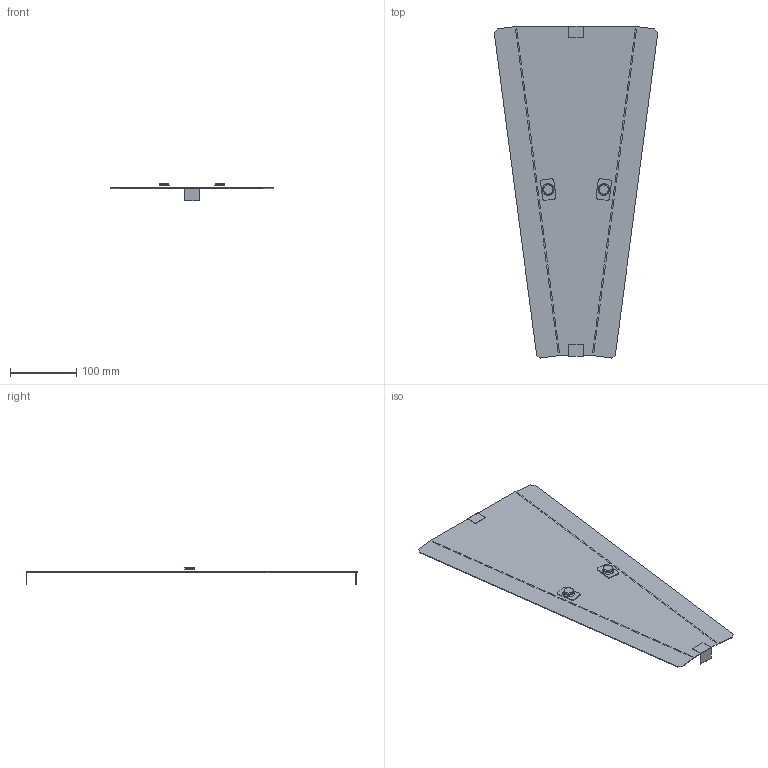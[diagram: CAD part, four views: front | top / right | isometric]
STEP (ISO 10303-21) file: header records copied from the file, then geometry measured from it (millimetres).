
FILE_DESCRIPTION(/* description */ (''),/* implementation_level */ '2;1');
FILE_NAME(/* name */ '487906.stp',/* time_stamp */ '2023-12-19T13:57:21+01:00',/* author */ ('bonnaudn'),/* organization */ (''),/* preprocessor_version */ 'ST-DEVELOPER v19.2',/* originating_system */ 'AutoCAD Mechanical',/* authorisation */ '');
FILE_SCHEMA (('AUTOMOTIVE_DESIGN { 1 0 10303 214 3 1 1 }'));
Length unit declared in the file: millimetre
Products named in the file (1): Product
Bounding box: 247.39 x 502.06 x 26.13 mm (x, y, z)
Volume: 96850.2 mm3; surface area: 194804 mm2
Topology: 7 solids, 107 shells, 160 faces, 534 edges, 490 vertices
Faces by surface type: plane 148, cylinder 8, cone 4
Entity records: 5991 total; most frequent: CARTESIAN_POINT 1185, DIRECTION 882, ORIENTED_EDGE 668, EDGE_CURVE 534, LINE 508, VECTOR 508, VERTEX_POINT 490, AXIS2_PLACEMENT_3D 187
